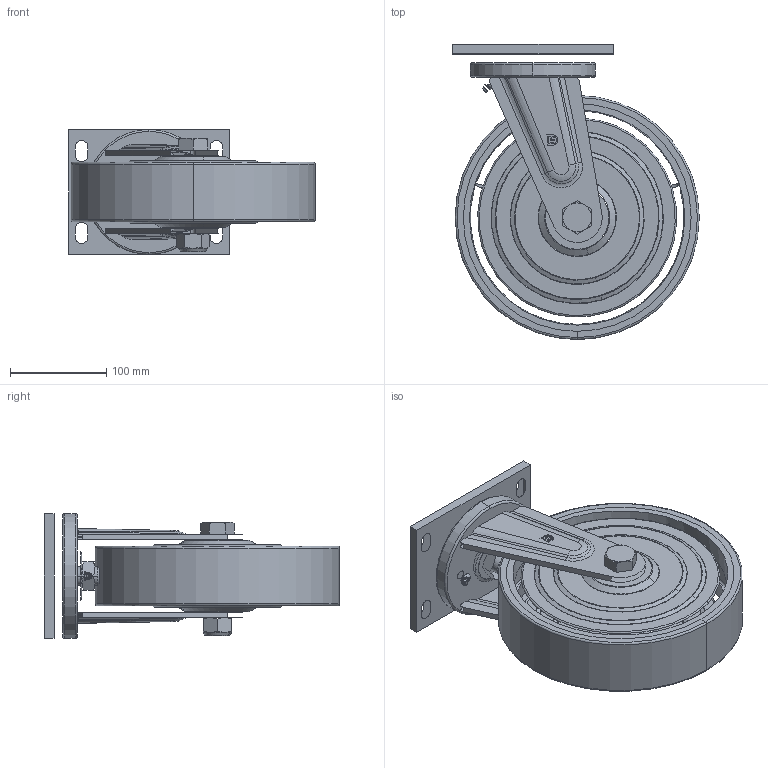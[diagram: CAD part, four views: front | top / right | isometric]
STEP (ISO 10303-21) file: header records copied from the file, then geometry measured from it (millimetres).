
FILE_DESCRIPTION((''),'2;1');
FILE_NAME('PRT0002','2025-04-01T13:08:51',('Administrator'),(''),'CREO PARAMETRIC BY PTC INC, 2024325','CREO PARAMETRIC BY PTC INC, 2024325','');
FILE_SCHEMA(('CONFIG_CONTROL_DESIGN','GEOMETRIC_VALIDATION_PROPERTIES_MIM'));
Length unit declared in the file: millimetre
Products named in the file (1): PRT0002
Bounding box: 256.5 x 307 x 130 mm (x, y, z)
Surface area: 280575.9 mm2 (no closed solid volume)
Topology: 0 solids, 24 shells, 170 faces, 619 edges, 467 vertices
Faces by surface type: plane 60, cone 39, torus 32, bspline 31, cylinder 8
Entity records: 10333 total; most frequent: CARTESIAN_POINT 4223, DIRECTION 955, ORIENTED_EDGE 875, EDGE_CURVE 619, VERTEX_POINT 467, AXIS2_PLACEMENT_3D 395, CIRCLE 256, EDGE_LOOP 204
